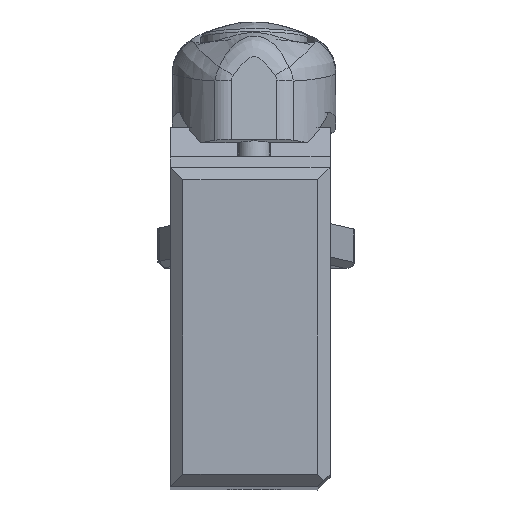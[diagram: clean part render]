
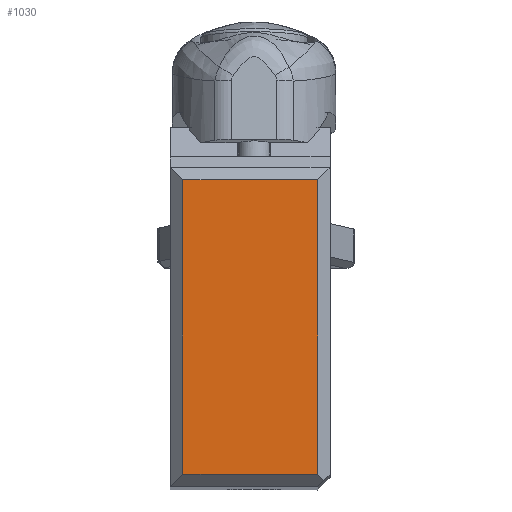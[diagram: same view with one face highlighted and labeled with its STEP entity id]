
A CAD part, top view. The second image highlights one B-rep face of the part: STEP entity #1030.
In plain terms, the highlighted planar face has unit normal (0, 0, 1).
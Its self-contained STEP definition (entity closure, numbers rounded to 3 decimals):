
#778=FACE_OUTER_BOUND('',#1401,.T.);
#1030=ADVANCED_FACE('',(#778),#1285,.T.);
#1285=PLANE('',#4962);
#1401=EDGE_LOOP('',(#1811,#1812,#1813,#1814));
#1811=ORIENTED_EDGE('',*,*,#3681,.F.);
#1812=ORIENTED_EDGE('',*,*,#3676,.F.);
#1813=ORIENTED_EDGE('',*,*,#3680,.T.);
#1814=ORIENTED_EDGE('',*,*,#3682,.T.);
#3165=VERTEX_POINT('',#6734);
#3166=VERTEX_POINT('',#6735);
#3167=VERTEX_POINT('',#6740);
#3168=VERTEX_POINT('',#6744);
#3676=EDGE_CURVE('',#3165,#3166,#4378,.T.);
#3680=EDGE_CURVE('',#3165,#3167,#4382,.T.);
#3681=EDGE_CURVE('',#3166,#3168,#4383,.T.);
#3682=EDGE_CURVE('',#3167,#3168,#4384,.T.);
#4378=LINE('',#6733,#4603);
#4382=LINE('',#6741,#4607);
#4383=LINE('',#6743,#4608);
#4384=LINE('',#6745,#4609);
#4603=VECTOR('',#5562,1.);
#4607=VECTOR('',#5568,1.);
#4608=VECTOR('',#5571,1.);
#4609=VECTOR('',#5572,1.);
#4962=AXIS2_PLACEMENT_3D('',#6746,#5573,#5574);
#5562=DIRECTION('',(1.,0.,0.));
#5568=DIRECTION('',(0.,-1.,0.));
#5571=DIRECTION('',(0.,-1.,0.));
#5572=DIRECTION('',(1.,0.,0.));
#5573=DIRECTION('',(0.,0.,1.));
#5574=DIRECTION('',(1.,0.,0.));
#6733=CARTESIAN_POINT('',(-11.7,24.4,0.));
#6734=CARTESIAN_POINT('',(-11.7,24.4,0.));
#6735=CARTESIAN_POINT('',(-1.,24.4,0.));
#6740=CARTESIAN_POINT('',(-11.7,1.,0.));
#6741=CARTESIAN_POINT('',(-11.7,24.4,0.));
#6743=CARTESIAN_POINT('',(-1.,24.4,0.));
#6744=CARTESIAN_POINT('',(-1.,1.,0.));
#6745=CARTESIAN_POINT('',(-11.7,1.,0.));
#6746=CARTESIAN_POINT('',(-6.35,12.7,0.));
